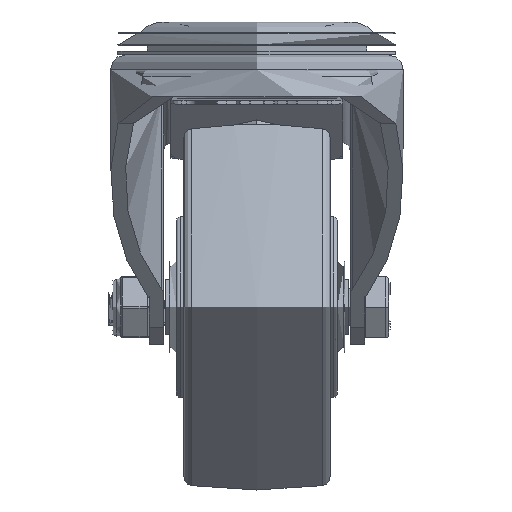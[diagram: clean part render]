
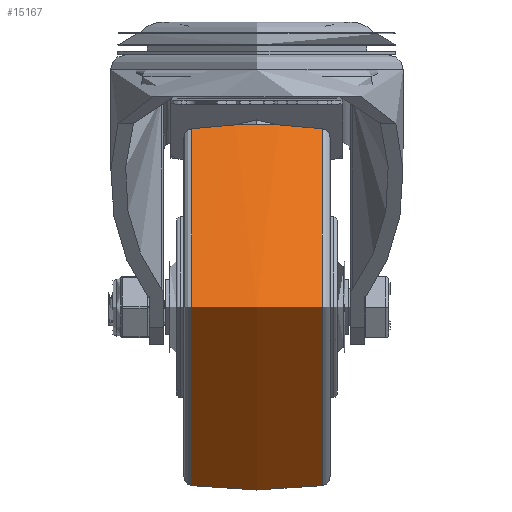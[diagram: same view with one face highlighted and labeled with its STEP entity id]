
A CAD part, left-side view. The second image highlights one B-rep face of the part: STEP entity #15167.
In plain terms, the highlighted free-form (B-spline) face has degree [2, 2] with [3, 9] control points.
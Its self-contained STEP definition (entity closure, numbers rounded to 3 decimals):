
#65=(
BOUNDED_SURFACE()
B_SPLINE_SURFACE(2,2,((#24567,#24568,#24569,#24570,#24571,#24572,#24573,
#24574,#24575),(#24576,#24577,#24578,#24579,#24580,#24581,#24582,#24583,
#24584),(#24585,#24586,#24587,#24588,#24589,#24590,#24591,#24592,#24593)),
 .UNSPECIFIED.,.F.,.T.,.F.)
B_SPLINE_SURFACE_WITH_KNOTS((3,3),(3,2,2,2,3),(-0.133,0.133),
(-3.142,-1.571,0.,1.571,3.142),
 .UNSPECIFIED.)
GEOMETRIC_REPRESENTATION_ITEM()
RATIONAL_B_SPLINE_SURFACE(((1.,0.707,1.,0.707,1.,
0.707,1.,0.707,1.),(0.991,0.701,
0.991,0.701,0.991,0.701,0.991,
0.701,0.991),(1.,0.707,1.,0.707,
1.,0.707,1.,0.707,1.)))
REPRESENTATION_ITEM('')
SURFACE()
);
#2052=FACE_OUTER_BOUND('',#2971,.T.);
#2971=EDGE_LOOP('',(#11892,#11893,#11894,#11895));
#6089=CIRCLE('',#16654,48.809);
#6090=CIRCLE('',#16655,134.083);
#6091=CIRCLE('',#16656,48.809);
#6990=VERTEX_POINT('',#24564);
#6991=VERTEX_POINT('',#24594);
#8774=EDGE_CURVE('',#6990,#6990,#6089,.T.);
#8775=EDGE_CURVE('',#6990,#6991,#6090,.T.);
#8776=EDGE_CURVE('',#6991,#6991,#6091,.T.);
#11892=ORIENTED_EDGE('',*,*,#8774,.F.);
#11893=ORIENTED_EDGE('',*,*,#8775,.T.);
#11894=ORIENTED_EDGE('',*,*,#8776,.T.);
#11895=ORIENTED_EDGE('',*,*,#8775,.F.);
#15167=ADVANCED_FACE('',(#2052),#65,.F.);
#16654=AXIS2_PLACEMENT_3D('',#24566,#19297,#19298);
#16655=AXIS2_PLACEMENT_3D('',#24595,#19299,#19300);
#16656=AXIS2_PLACEMENT_3D('',#24596,#19301,#19302);
#19297=DIRECTION('center_axis',(0.,1.,0.));
#19298=DIRECTION('ref_axis',(-1.,0.,0.));
#19299=DIRECTION('center_axis',(1.,0.,0.));
#19300=DIRECTION('ref_axis',(0.,0.,
1.));
#19301=DIRECTION('center_axis',(0.,1.,0.));
#19302=DIRECTION('ref_axis',(-1.,0.,0.));
#24564=CARTESIAN_POINT('',(0.,17.832,48.809));
#24566=CARTESIAN_POINT('Origin',(0.,17.832,
0.));
#24567=CARTESIAN_POINT('Ctrl Pts',(0.,-17.832,
48.809));
#24568=CARTESIAN_POINT('Ctrl Pts',(48.809,-17.832,48.809));
#24569=CARTESIAN_POINT('Ctrl Pts',(48.809,-17.832,0.));
#24570=CARTESIAN_POINT('Ctrl Pts',(48.809,-17.832,-48.809));
#24571=CARTESIAN_POINT('Ctrl Pts',(0.,-17.832,
-48.809));
#24572=CARTESIAN_POINT('Ctrl Pts',(-48.809,-17.832,
-48.809));
#24573=CARTESIAN_POINT('Ctrl Pts',(-48.809,-17.832,
0.));
#24574=CARTESIAN_POINT('Ctrl Pts',(-48.809,-17.832,
48.809));
#24575=CARTESIAN_POINT('Ctrl Pts',(0.,-17.832,
48.809));
#24576=CARTESIAN_POINT('Ctrl Pts',(0.,0.,
51.202));
#24577=CARTESIAN_POINT('Ctrl Pts',(51.202,0.,
51.202));
#24578=CARTESIAN_POINT('Ctrl Pts',(51.202,0.,
0.));
#24579=CARTESIAN_POINT('Ctrl Pts',(51.202,0.,
-51.202));
#24580=CARTESIAN_POINT('Ctrl Pts',(0.,0.,
-51.202));
#24581=CARTESIAN_POINT('Ctrl Pts',(-51.202,0.,
-51.202));
#24582=CARTESIAN_POINT('Ctrl Pts',(-51.202,0.,
0.));
#24583=CARTESIAN_POINT('Ctrl Pts',(-51.202,0.,
51.202));
#24584=CARTESIAN_POINT('Ctrl Pts',(0.,0.,
51.202));
#24585=CARTESIAN_POINT('Ctrl Pts',(0.,17.832,
48.809));
#24586=CARTESIAN_POINT('Ctrl Pts',(48.809,17.832,48.809));
#24587=CARTESIAN_POINT('Ctrl Pts',(48.809,17.832,0.));
#24588=CARTESIAN_POINT('Ctrl Pts',(48.809,17.832,-48.809));
#24589=CARTESIAN_POINT('Ctrl Pts',(0.,17.832,
-48.809));
#24590=CARTESIAN_POINT('Ctrl Pts',(-48.809,17.832,-48.809));
#24591=CARTESIAN_POINT('Ctrl Pts',(-48.809,17.832,0.));
#24592=CARTESIAN_POINT('Ctrl Pts',(-48.809,17.832,48.809));
#24593=CARTESIAN_POINT('Ctrl Pts',(0.,17.832,
48.809));
#24594=CARTESIAN_POINT('',(0.,-17.832,48.809));
#24595=CARTESIAN_POINT('Origin',(0.,0.,
-84.083));
#24596=CARTESIAN_POINT('Origin',(0.,-17.832,
0.));
